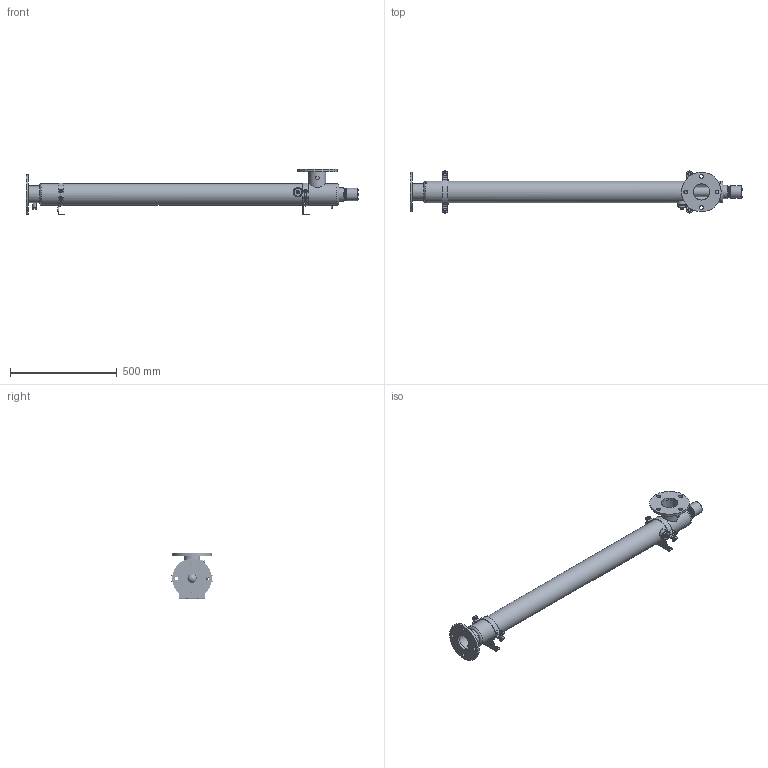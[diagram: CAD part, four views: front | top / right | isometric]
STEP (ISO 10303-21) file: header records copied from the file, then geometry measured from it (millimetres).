
FILE_DESCRIPTION(/* description */ ('STEP AP242','CAx-IF Rec.Pracs.---Representation and Presentation of Product Manufacturing Information (PMI)---4.0---2014-10-13','CAx-IF Rec.Pracs.---3D Tessellated Geometry---0.4---2014-09-14','2;1'),/* implementation_level */ '2;1');
FILE_NAME(/* name */ '68ec6f0616492b39a8e15cca',/* time_stamp */ '2025-10-13T03:16:29Z',/* author */ (''),/* organization */ (''),/* preprocessor_version */ 'ST-DEVELOPER v20',/* originating_system */ 'ONSHAPE BY PTC INC, 1.205',/* authorisation */ ' ');
FILE_SCHEMA (('AP242_MANAGED_MODEL_BASED_3D_ENGINEERING_MIM_LF { 1 0 10303 442 1 1 4 }'));
Products named in the file (45): Flanged Reactor; PH Countersunk flat head screw M3x0.5 x 12; Quartz Thimble; CIS140043-4-3B; Ceramic; Pins; Quartz; Filament; Ceramic Pin; Wire; C-SN-43; 1/4" Plug <2>; Orings <1>; O-ring -109 (7.59 x 2.62); Plug; 43mm Quartz Cushion; O43-ST; 1" Viewport <1>; O-ring -215 (26.57 x 3.53); Viewport Stack <1>; Pyrex Window; Bush Brass; Polycarbonate Window; 1" Boss; 1/4" Plug <1>; Brackets <1>; 4" Bracket Assembly <1>; Plain washer normal grade A M8; Hex nut grade C M8x1.25; Hex head bolt grade B M8x1.25 x 50; Upper Bracket; id191; id196; Spring Washer; Brackets <2>
Assembly tree (68 placements, depth 5):
  Flanged Reactor
    PH Countersunk flat head screw M3x0.5 x 12  x3
    Quartz Thimble
    CIS140043-4-3B
    Ceramic
    Pins
    Quartz
    Filament
    Pins
    Filament
    Pins
    Ceramic Pin
    Wire
    Pins
    Wire
    C-SN-43
    1/4" Plug <2>
      Orings <1>
        O-ring -109 (7.59 x 2.62)
      Plug
    43mm Quartz Cushion
    Orings <1>
      O43-ST
    1" Viewport <1>
      Orings <1>
        O-ring -215 (26.57 x 3.53)
      Viewport Stack <1>
        Pyrex Window
        Orings <1>
          O-ring -109 (7.59 x 2.62)
        Bush Brass
        Polycarbonate Window
      1" Boss
    1/4" Plug <1>
      Orings <1>
        O-ring -109 (7.59 x 2.62)
      Plug
    Brackets <1>
      4" Bracket Assembly <1>
        Plain washer normal grade A M8  x4
        Hex nut grade C M8x1.25  x2
        Hex head bolt grade B M8x1.25 x 50  x2
        Upper Bracket
        id191
        id196
        Spring Washer  x2
    Brackets <2>
      4" Bracket Assembly <1>
        id191
        id196
        Plain washer normal grade A M8  x4
        Hex nut grade C M8x1.25  x2
        Hex head bolt grade B M8x1.25 x 50  x2
        Upper Bracket
        Spring Washer  x2
Bounding box: 1553.95 x 196.68 x 214.4 mm (x, y, z)
Volume: 2158731.3 mm3; surface area: 1858651.3 mm2
Topology: 55 solids, 56 shells, 3339 faces, 8605 edges, 5546 vertices
Faces by surface type: bspline 1251, plane 1195, cylinder 579, torus 172, cone 108, sphere 34
Full cylindrical faces by diameter (mm): 2 x6, 2.3 x12, 2.701 x3, 3 x3, 4.2 x3, 5 x2, 5.5 x3, 6.647 x4, 7.4 x8, 7.6 x1, 7.9 x1, 8 x4, 8.3 x4, 8.4 x1, 10 x8, 12 x2, 12.3 x4, 13.157 x1, 16 x8, 17 x1, 18 x9, 28.068 x1, 30 x1, 31.2 x2, 32 x1, 36.8 x1, 37 x2, 37.9 x1, 38 x1, 39 x1
Entity records: 155189 total; most frequent: CARTESIAN_POINT 95402, ORIENTED_EDGE 14520, DIRECTION 7972, EDGE_CURVE 7260, VERTEX_POINT 4831, B_SPLINE_CURVE_WITH_KNOTS 3936, FACE_BOUND 3235, EDGE_LOOP 3223
